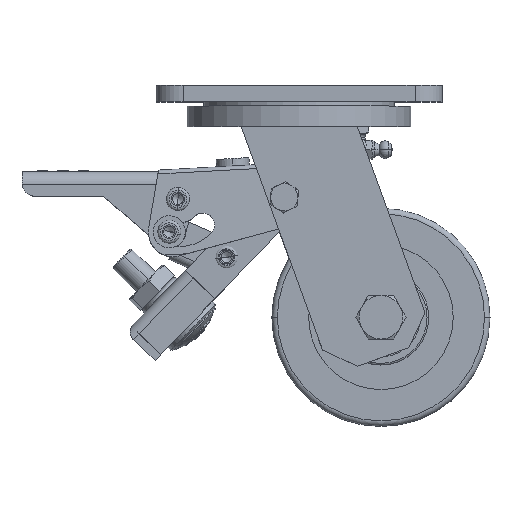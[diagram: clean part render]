
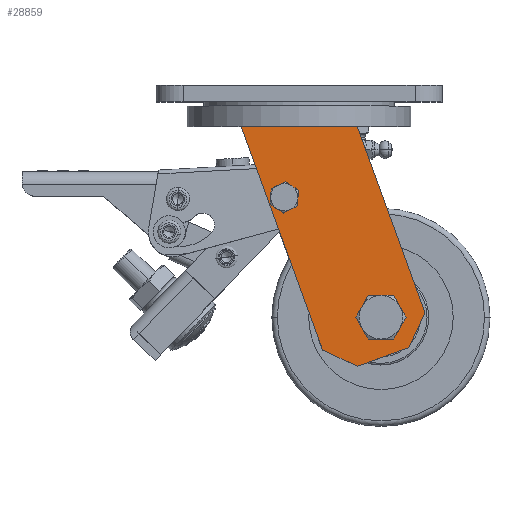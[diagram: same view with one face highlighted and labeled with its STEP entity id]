
A CAD part, top view. The second image highlights one B-rep face of the part: STEP entity #28859.
In plain terms, the highlighted planar face has unit normal (0, 0, 1).
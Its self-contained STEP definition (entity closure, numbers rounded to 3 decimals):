
#583 = EDGE_CURVE ( 'NONE', #18161, #17067, #36535, .T. ) ;
#1191 = DIRECTION ( 'NONE',  ( 1., 0., 0. ) ) ;
#1579 = DIRECTION ( 'NONE',  ( 0., 0., 1. ) ) ;
#1653 = DIRECTION ( 'NONE',  ( 0., 0., 1. ) ) ;
#2905 = CARTESIAN_POINT ( 'NONE',  ( 110.143, 136.591, 145.176 ) ) ;
#3016 = EDGE_CURVE ( 'NONE', #15338, #7275, #13694, .T. ) ;
#3279 = CARTESIAN_POINT ( 'NONE',  ( 110.244, 48.599, 145.176 ) ) ;
#3469 = CARTESIAN_POINT ( 'NONE',  ( 114.609, 66.591, 145.176 ) ) ;
#4083 = VECTOR ( 'NONE', #23240, 1000. ) ;
#4807 = DIRECTION ( 'NONE',  ( 1., 0., 0. ) ) ;
#5120 = ORIENTED_EDGE ( 'NONE', *, *, #16652, .F. ) ;
#5435 = CARTESIAN_POINT ( 'NONE',  ( 135.015, 68.256, 145.176 ) ) ;
#5489 = CARTESIAN_POINT ( 'NONE',  ( 97.427, 54.576, 145.176 ) ) ;
#5624 = EDGE_CURVE ( 'NONE', #17811, #18161, #15661, .T. ) ;
#6478 = CARTESIAN_POINT ( 'NONE',  ( 86.674, 110.591, 145.176 ) ) ;
#6567 = EDGE_LOOP ( 'NONE', ( #29738, #32116 ) ) ;
#6732 = DIRECTION ( 'NONE',  ( 1., 0., 0. ) ) ;
#7275 = VERTEX_POINT ( 'NONE', #6478 ) ;
#7751 = CARTESIAN_POINT ( 'NONE',  ( 83.424, 110.591, 145.176 ) ) ;
#7978 = ORIENTED_EDGE ( 'NONE', *, *, #31427, .T. ) ;
#8617 = CARTESIAN_POINT ( 'NONE',  ( 135.015, 68.256, 145.176 ) ) ;
#8795 = CARTESIAN_POINT ( 'NONE',  ( 67.576, 136.591, 145.176 ) ) ;
#9308 = CARTESIAN_POINT ( 'NONE',  ( 123.109, 66.591, 145.176 ) ) ;
#9496 = DIRECTION ( 'NONE',  ( 1., 0., 0. ) ) ;
#9792 = VERTEX_POINT ( 'NONE', #9308 ) ;
#10525 = AXIS2_PLACEMENT_3D ( 'NONE', #16100, #1579, #4807 ) ;
#10540 = VERTEX_POINT ( 'NONE', #30122 ) ;
#11135 = CARTESIAN_POINT ( 'NONE',  ( 118.859, 66.591, 145.176 ) ) ;
#12021 = CARTESIAN_POINT ( 'NONE',  ( 97.427, 54.576, 145.176 ) ) ;
#12079 = VERTEX_POINT ( 'NONE', #29295 ) ;
#12383 = DIRECTION ( 'NONE',  ( 0.94, 0.342, 0. ) ) ;
#12526 = CARTESIAN_POINT ( 'NONE',  ( 118.859, 66.591, 145.176 ) ) ;
#13694 = CIRCLE ( 'NONE', #16752, 3.25 ) ;
#14034 = ORIENTED_EDGE ( 'NONE', *, *, #35124, .T. ) ;
#14200 = DIRECTION ( 'NONE',  ( 0.906, -0.423, 0. ) ) ;
#14205 = FACE_OUTER_BOUND ( 'NONE', #24201, .T. ) ;
#14428 = ORIENTED_EDGE ( 'NONE', *, *, #20392, .T. ) ;
#14464 = DIRECTION ( 'NONE',  ( 0.342, -0.94, 0. ) ) ;
#15102 = CARTESIAN_POINT ( 'NONE',  ( 129.038, 55.439, 145.176 ) ) ;
#15165 = DIRECTION ( 'NONE',  ( 0., 0., 1. ) ) ;
#15338 = VERTEX_POINT ( 'NONE', #28702 ) ;
#15661 = LINE ( 'NONE', #15102, #28862 ) ;
#15974 = FACE_BOUND ( 'NONE', #6567, .T. ) ;
#16100 = CARTESIAN_POINT ( 'NONE',  ( 88.859, 151.591, 145.176 ) ) ;
#16652 = EDGE_CURVE ( 'NONE', #32693, #9792, #16895, .T. ) ;
#16752 = AXIS2_PLACEMENT_3D ( 'NONE', #7751, #1653, #18941 ) ;
#16895 = CIRCLE ( 'NONE', #24282, 4.25 ) ;
#17067 = VERTEX_POINT ( 'NONE', #8617 ) ;
#17272 = CIRCLE ( 'NONE', #31037, 3.25 ) ;
#17811 = VERTEX_POINT ( 'NONE', #3279 ) ;
#17897 = CARTESIAN_POINT ( 'NONE',  ( 83.424, 110.591, 145.176 ) ) ;
#18112 = LINE ( 'NONE', #2905, #32166 ) ;
#18161 = VERTEX_POINT ( 'NONE', #24838 ) ;
#18941 = DIRECTION ( 'NONE',  ( 1., 0., 0. ) ) ;
#19119 = EDGE_LOOP ( 'NONE', ( #5120, #28065 ) ) ;
#19637 = VECTOR ( 'NONE', #14464, 1000. ) ;
#19982 = FACE_BOUND ( 'NONE', #19119, .T. ) ;
#20392 = EDGE_CURVE ( 'NONE', #12079, #10540, #18112, .T. ) ;
#20888 = DIRECTION ( 'NONE',  ( -1., 0., 0. ) ) ;
#21201 = ORIENTED_EDGE ( 'NONE', *, *, #5624, .T. ) ;
#21876 = ORIENTED_EDGE ( 'NONE', *, *, #26932, .T. ) ;
#21918 = LINE ( 'NONE', #5489, #24112 ) ;
#23240 = DIRECTION ( 'NONE',  ( -0.342, 0.94, 0. ) ) ;
#24112 = VECTOR ( 'NONE', #14200, 1000. ) ;
#24201 = EDGE_LOOP ( 'NONE', ( #14428, #7978, #21876, #21201, #34216, #14034 ) ) ;
#24282 = AXIS2_PLACEMENT_3D ( 'NONE', #11135, #28850, #6732 ) ;
#24563 = VERTEX_POINT ( 'NONE', #12021 ) ;
#24838 = CARTESIAN_POINT ( 'NONE',  ( 129.038, 55.439, 145.176 ) ) ;
#26932 = EDGE_CURVE ( 'NONE', #24563, #17811, #21918, .T. ) ;
#28065 = ORIENTED_EDGE ( 'NONE', *, *, #31026, .F. ) ;
#28287 = EDGE_CURVE ( 'NONE', #7275, #15338, #17272, .T. ) ;
#28702 = CARTESIAN_POINT ( 'NONE',  ( 80.174, 110.591, 145.176 ) ) ;
#28850 = DIRECTION ( 'NONE',  ( 0., 0., 1. ) ) ;
#28859 = ADVANCED_FACE ( 'NONE', ( #15974, #14205, #19982 ), #35920, .T. ) ;
#28862 = VECTOR ( 'NONE', #12383, 1000. ) ;
#29295 = CARTESIAN_POINT ( 'NONE',  ( 110.143, 136.591, 145.176 ) ) ;
#29301 = LINE ( 'NONE', #31466, #4083 ) ;
#29502 = DIRECTION ( 'NONE',  ( 0., 0., 1. ) ) ;
#29738 = ORIENTED_EDGE ( 'NONE', *, *, #28287, .F. ) ;
#30121 = LINE ( 'NONE', #8795, #19637 ) ;
#30122 = CARTESIAN_POINT ( 'NONE',  ( 67.576, 136.591, 145.176 ) ) ;
#31026 = EDGE_CURVE ( 'NONE', #9792, #32693, #32356, .T. ) ;
#31037 = AXIS2_PLACEMENT_3D ( 'NONE', #17897, #15165, #9496 ) ;
#31427 = EDGE_CURVE ( 'NONE', #10540, #24563, #30121, .T. ) ;
#31466 = CARTESIAN_POINT ( 'NONE',  ( 110.143, 136.591, 145.176 ) ) ;
#32116 = ORIENTED_EDGE ( 'NONE', *, *, #3016, .F. ) ;
#32166 = VECTOR ( 'NONE', #20888, 1000. ) ;
#32356 = CIRCLE ( 'NONE', #35001, 4.25 ) ;
#32603 = DIRECTION ( 'NONE',  ( 0.423, 0.906, 0. ) ) ;
#32693 = VERTEX_POINT ( 'NONE', #3469 ) ;
#34216 = ORIENTED_EDGE ( 'NONE', *, *, #583, .T. ) ;
#35001 = AXIS2_PLACEMENT_3D ( 'NONE', #12526, #29502, #1191 ) ;
#35124 = EDGE_CURVE ( 'NONE', #17067, #12079, #29301, .T. ) ;
#35660 = VECTOR ( 'NONE', #32603, 1000. ) ;
#35920 = PLANE ( 'NONE',  #10525 ) ;
#36535 = LINE ( 'NONE', #5435, #35660 ) ;
